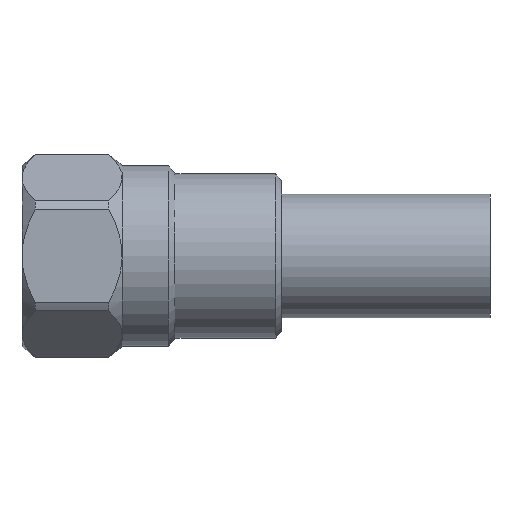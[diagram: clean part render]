
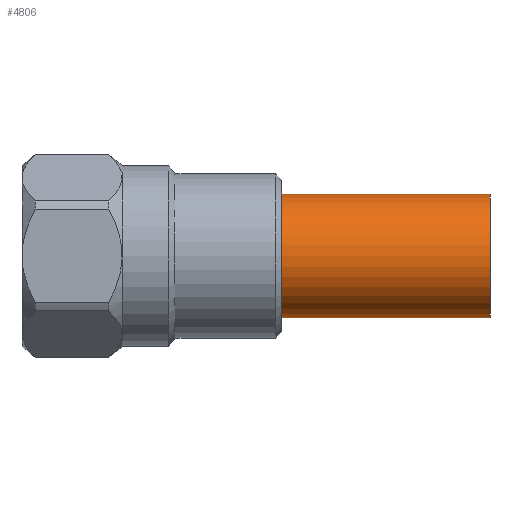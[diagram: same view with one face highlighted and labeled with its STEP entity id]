
A CAD part, top view. The second image highlights one B-rep face of the part: STEP entity #4806.
In plain terms, the highlighted cylindrical face has radius 3.75 mm (diameter 7.5 mm), a partial arc.
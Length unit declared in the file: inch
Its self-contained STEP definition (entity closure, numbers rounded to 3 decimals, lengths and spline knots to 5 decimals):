
#199 = DIRECTION ( 'NONE',  ( 0., 1., 0. ) ) ;
#312 = VERTEX_POINT ( 'NONE', #4274 ) ;
#391 = LINE ( 'NONE', #2630, #5110 ) ;
#551 = DIRECTION ( 'NONE',  ( 0., 1., 0. ) ) ;
#824 = LINE ( 'NONE', #5893, #5832 ) ;
#1123 = CARTESIAN_POINT ( 'NONE',  ( 0.62021, 0., 0. ) ) ;
#1267 = CARTESIAN_POINT ( 'NONE',  ( -1.14166, 0., 0. ) ) ;
#1296 = ORIENTED_EDGE ( 'NONE', *, *, #4625, .F. ) ;
#1596 = CARTESIAN_POINT ( 'NONE',  ( 1.12021, 0., 0. ) ) ;
#1625 = DIRECTION ( 'NONE',  ( 1., 0., 0. ) ) ;
#1688 = FACE_OUTER_BOUND ( 'NONE', #4939, .T. ) ;
#2143 = DIRECTION ( 'NONE',  ( 0., 1., 0. ) ) ;
#2455 = ORIENTED_EDGE ( 'NONE', *, *, #3165, .T. ) ;
#2524 = ORIENTED_EDGE ( 'NONE', *, *, #5669, .T. ) ;
#2630 = CARTESIAN_POINT ( 'NONE',  ( -1.14166, 0.14764, 0. ) ) ;
#3094 = CIRCLE ( 'NONE', #3573, 0.14764 ) ;
#3165 = EDGE_CURVE ( 'NONE', #4077, #3968, #4435, .T. ) ;
#3269 = VERTEX_POINT ( 'NONE', #4814 ) ;
#3573 = AXIS2_PLACEMENT_3D ( 'NONE', #1596, #1625, #199 ) ;
#3599 = DIRECTION ( 'NONE',  ( 1., 0., 0. ) ) ;
#3757 = DIRECTION ( 'NONE',  ( 1., 0., 0. ) ) ;
#3831 = CARTESIAN_POINT ( 'NONE',  ( 0.62021, -0.14764, 0. ) ) ;
#3955 = CARTESIAN_POINT ( 'NONE',  ( 0.62021, 0.14764, 0. ) ) ;
#3968 = VERTEX_POINT ( 'NONE', #3831 ) ;
#3999 = EDGE_CURVE ( 'NONE', #4077, #3269, #391, .T. ) ;
#4046 = AXIS2_PLACEMENT_3D ( 'NONE', #1123, #3757, #551 ) ;
#4077 = VERTEX_POINT ( 'NONE', #3955 ) ;
#4274 = CARTESIAN_POINT ( 'NONE',  ( 1.12021, -0.14764, 0. ) ) ;
#4435 = CIRCLE ( 'NONE', #4046, 0.14764 ) ;
#4445 = DIRECTION ( 'NONE',  ( 1., 0., 0. ) ) ;
#4625 = EDGE_CURVE ( 'NONE', #3269, #312, #3094, .T. ) ;
#4806 = ADVANCED_FACE ( 'NONE', ( #1688 ), #4980, .T. ) ;
#4814 = CARTESIAN_POINT ( 'NONE',  ( 1.12021, 0.14764, 0. ) ) ;
#4939 = EDGE_LOOP ( 'NONE', ( #2455, #2524, #1296, #5615 ) ) ;
#4980 = CYLINDRICAL_SURFACE ( 'NONE', #5501, 0.14764 ) ;
#5110 = VECTOR ( 'NONE', #4445, 39.37008 ) ;
#5501 = AXIS2_PLACEMENT_3D ( 'NONE', #1267, #5813, #2143 ) ;
#5615 = ORIENTED_EDGE ( 'NONE', *, *, #3999, .F. ) ;
#5669 = EDGE_CURVE ( 'NONE', #3968, #312, #824, .T. ) ;
#5813 = DIRECTION ( 'NONE',  ( 1., 0., 0. ) ) ;
#5832 = VECTOR ( 'NONE', #3599, 39.37008 ) ;
#5893 = CARTESIAN_POINT ( 'NONE',  ( -1.14166, -0.14764, 0. ) ) ;
